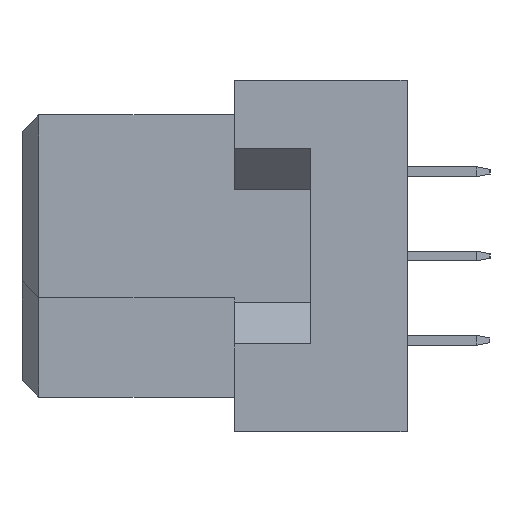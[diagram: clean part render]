
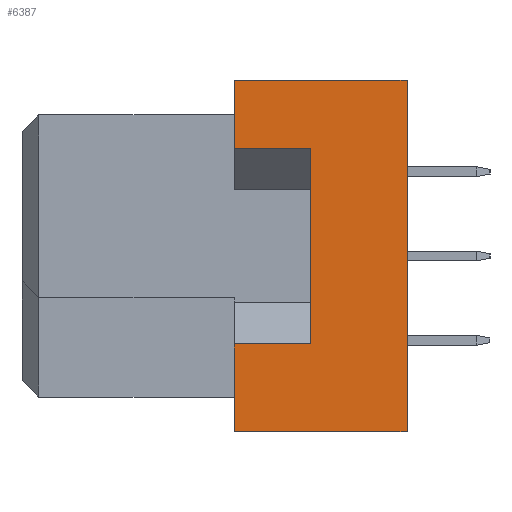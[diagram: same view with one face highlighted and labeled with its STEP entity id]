
A CAD part, left-side view. The second image highlights one B-rep face of the part: STEP entity #6387.
In plain terms, the highlighted planar face has unit normal (-1, 0, 0).
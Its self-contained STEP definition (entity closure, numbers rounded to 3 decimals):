
#297 = ORIENTED_EDGE ( 'NONE', *, *, #18381, .T. ) ;
#355 = VECTOR ( 'NONE', #12409, 1000. ) ;
#383 = VECTOR ( 'NONE', #5807, 1000. ) ;
#1311 = ORIENTED_EDGE ( 'NONE', *, *, #16548, .T. ) ;
#1701 = ORIENTED_EDGE ( 'NONE', *, *, #17490, .T. ) ;
#1960 = DIRECTION ( 'NONE',  ( 0., 0., 1. ) ) ;
#2724 = LINE ( 'NONE', #15721, #355 ) ;
#2734 = ORIENTED_EDGE ( 'NONE', *, *, #20341, .F. ) ;
#2770 = EDGE_CURVE ( 'NONE', #3035, #14719, #18476, .T. ) ;
#3035 = VERTEX_POINT ( 'NONE', #19078 ) ;
#3290 = CARTESIAN_POINT ( 'NONE',  ( -27.5, -8.7, -2.65 ) ) ;
#3507 = CARTESIAN_POINT ( 'NONE',  ( -27.5, -8.7, -2.65 ) ) ;
#3715 = VECTOR ( 'NONE', #16877, 1000. ) ;
#4511 = LINE ( 'NONE', #5682, #7829 ) ;
#4916 = VERTEX_POINT ( 'NONE', #10544 ) ;
#5310 = VECTOR ( 'NONE', #13823, 1000. ) ;
#5682 = CARTESIAN_POINT ( 'NONE',  ( -27.5, -6.4, -5.3 ) ) ;
#5807 = DIRECTION ( 'NONE',  ( 0., 0., 1. ) ) ;
#6069 = LINE ( 'NONE', #18653, #20078 ) ;
#6118 = ORIENTED_EDGE ( 'NONE', *, *, #9932, .F. ) ;
#6387 = ADVANCED_FACE ( 'NONE', ( #15663 ), #12451, .T. ) ;
#6521 = LINE ( 'NONE', #3290, #12417 ) ;
#7057 = LINE ( 'NONE', #18396, #5310 ) ;
#7064 = EDGE_CURVE ( 'NONE', #14719, #4916, #7057, .T. ) ;
#7829 = VECTOR ( 'NONE', #20220, 1000. ) ;
#8364 = EDGE_CURVE ( 'NONE', #18579, #13822, #2724, .T. ) ;
#9604 = ORIENTED_EDGE ( 'NONE', *, *, #2770, .F. ) ;
#9887 = CARTESIAN_POINT ( 'NONE',  ( -27.5, -8.7, 3.25 ) ) ;
#9932 = EDGE_CURVE ( 'NONE', #13822, #14950, #4511, .T. ) ;
#10450 = VERTEX_POINT ( 'NONE', #13563 ) ;
#10544 = CARTESIAN_POINT ( 'NONE',  ( -27.5, -6.4, 3.25 ) ) ;
#10963 = AXIS2_PLACEMENT_3D ( 'NONE', #18775, #12561, #18888 ) ;
#11518 = CARTESIAN_POINT ( 'NONE',  ( -27.5, -11.6, -5.3 ) ) ;
#12218 = DIRECTION ( 'NONE',  ( 0., 0., 1. ) ) ;
#12409 = DIRECTION ( 'NONE',  ( 0., 1., 0. ) ) ;
#12417 = VECTOR ( 'NONE', #19301, 1000. ) ;
#12451 = PLANE ( 'NONE',  #10963 ) ;
#12489 = ORIENTED_EDGE ( 'NONE', *, *, #8364, .F. ) ;
#12561 = DIRECTION ( 'NONE',  ( -1., 0., 0. ) ) ;
#13563 = CARTESIAN_POINT ( 'NONE',  ( -27.5, -6.4, 5.3 ) ) ;
#13747 = LINE ( 'NONE', #15410, #3715 ) ;
#13822 = VERTEX_POINT ( 'NONE', #15041 ) ;
#13823 = DIRECTION ( 'NONE',  ( 0., 1., 0. ) ) ;
#13941 = VECTOR ( 'NONE', #1960, 1000. ) ;
#13959 = EDGE_LOOP ( 'NONE', ( #297, #6118, #12489, #1311, #1701, #2734, #17360, #9604 ) ) ;
#13992 = VERTEX_POINT ( 'NONE', #18571 ) ;
#14719 = VERTEX_POINT ( 'NONE', #9887 ) ;
#14950 = VERTEX_POINT ( 'NONE', #18315 ) ;
#15041 = CARTESIAN_POINT ( 'NONE',  ( -27.5, -6.4, -5.3 ) ) ;
#15288 = CARTESIAN_POINT ( 'NONE',  ( -27.5, -11.6, 5.3 ) ) ;
#15410 = CARTESIAN_POINT ( 'NONE',  ( -27.5, -11.6, 5.3 ) ) ;
#15663 = FACE_OUTER_BOUND ( 'NONE', #13959, .T. ) ;
#15721 = CARTESIAN_POINT ( 'NONE',  ( -27.5, -11.6, -5.3 ) ) ;
#16548 = EDGE_CURVE ( 'NONE', #18579, #13992, #16851, .T. ) ;
#16851 = LINE ( 'NONE', #15288, #383 ) ;
#16877 = DIRECTION ( 'NONE',  ( 0., 1., 0. ) ) ;
#17360 = ORIENTED_EDGE ( 'NONE', *, *, #7064, .F. ) ;
#17490 = EDGE_CURVE ( 'NONE', #13992, #10450, #13747, .T. ) ;
#18315 = CARTESIAN_POINT ( 'NONE',  ( -27.5, -6.4, -2.65 ) ) ;
#18381 = EDGE_CURVE ( 'NONE', #3035, #14950, #6521, .T. ) ;
#18396 = CARTESIAN_POINT ( 'NONE',  ( -27.5, -8.7, 3.25 ) ) ;
#18476 = LINE ( 'NONE', #3507, #13941 ) ;
#18571 = CARTESIAN_POINT ( 'NONE',  ( -27.5, -11.6, 5.3 ) ) ;
#18579 = VERTEX_POINT ( 'NONE', #11518 ) ;
#18653 = CARTESIAN_POINT ( 'NONE',  ( -27.5, -6.4, -5.3 ) ) ;
#18775 = CARTESIAN_POINT ( 'NONE',  ( -27.5, -11.6, 5.3 ) ) ;
#18888 = DIRECTION ( 'NONE',  ( 0., 0., 1. ) ) ;
#19078 = CARTESIAN_POINT ( 'NONE',  ( -27.5, -8.7, -2.65 ) ) ;
#19301 = DIRECTION ( 'NONE',  ( 0., 1., 0. ) ) ;
#20078 = VECTOR ( 'NONE', #12218, 1000. ) ;
#20220 = DIRECTION ( 'NONE',  ( 0., 0., 1. ) ) ;
#20341 = EDGE_CURVE ( 'NONE', #4916, #10450, #6069, .T. ) ;
